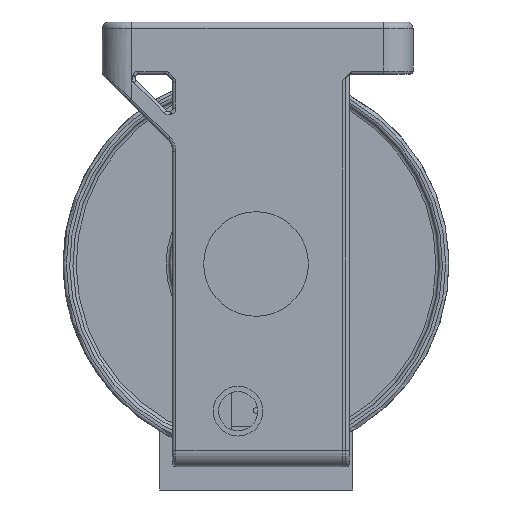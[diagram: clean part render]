
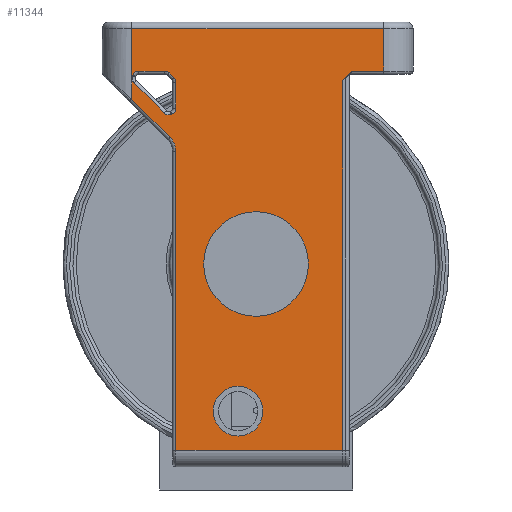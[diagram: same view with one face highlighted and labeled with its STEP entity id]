
A CAD part, front view. The second image highlights one B-rep face of the part: STEP entity #11344.
In plain terms, the highlighted planar face has unit normal (0, -1, 0).
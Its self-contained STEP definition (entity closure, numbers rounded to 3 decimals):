
#393=FACE_BOUND('',#1973,.T.);
#394=FACE_BOUND('',#1974,.T.);
#395=FACE_BOUND('',#1975,.T.);
#586=PLANE('',#12273);
#1247=FACE_OUTER_BOUND('',#1972,.T.);
#1972=EDGE_LOOP('',(#8998,#8999,#9000,#9001,#9002,#9003,#9004,#9005,#9006,
#9007));
#1973=EDGE_LOOP('',(#9008));
#1974=EDGE_LOOP('',(#9009));
#1975=EDGE_LOOP('',(#9010,#9011,#9012,#9013,#9014,#9015,#9016,#9017,#9018,
#9019,#9020,#9021));
#2829=LINE('',#19702,#3801);
#2833=LINE('',#19715,#3805);
#2834=LINE('',#19717,#3806);
#2835=LINE('',#19721,#3807);
#2836=LINE('',#19723,#3808);
#2837=LINE('',#19725,#3809);
#2838=LINE('',#19727,#3810);
#2839=LINE('',#19729,#3811);
#2840=LINE('',#19730,#3812);
#2841=LINE('',#19737,#3813);
#2842=LINE('',#19741,#3814);
#2843=LINE('',#19745,#3815);
#2844=LINE('',#19749,#3816);
#2845=LINE('',#19753,#3817);
#2846=LINE('',#19757,#3818);
#3801=VECTOR('',#14386,10.);
#3805=VECTOR('',#14402,10.);
#3806=VECTOR('',#14403,10.);
#3807=VECTOR('',#14406,10.);
#3808=VECTOR('',#14407,10.);
#3809=VECTOR('',#14408,10.);
#3810=VECTOR('',#14409,10.);
#3811=VECTOR('',#14410,10.);
#3812=VECTOR('',#14411,10.);
#3813=VECTOR('',#14416,10.);
#3814=VECTOR('',#14419,10.);
#3815=VECTOR('',#14422,10.);
#3816=VECTOR('',#14425,10.);
#3817=VECTOR('',#14428,10.);
#3818=VECTOR('',#14431,10.);
#4584=CIRCLE('',#12274,6.);
#4585=CIRCLE('',#12275,7.6);
#4586=CIRCLE('',#12276,15.7);
#4587=CIRCLE('',#12277,2.);
#4588=CIRCLE('',#12278,2.);
#4589=CIRCLE('',#12279,2.);
#4590=CIRCLE('',#12280,2.);
#4591=CIRCLE('',#12281,2.);
#4592=CIRCLE('',#12282,2.);
#5389=VERTEX_POINT('',#19694);
#5391=VERTEX_POINT('',#19700);
#5394=VERTEX_POINT('',#19714);
#5395=VERTEX_POINT('',#19716);
#5396=VERTEX_POINT('',#19718);
#5397=VERTEX_POINT('',#19720);
#5398=VERTEX_POINT('',#19722);
#5399=VERTEX_POINT('',#19724);
#5400=VERTEX_POINT('',#19726);
#5401=VERTEX_POINT('',#19728);
#5402=VERTEX_POINT('',#19731);
#5403=VERTEX_POINT('',#19733);
#5404=VERTEX_POINT('',#19735);
#5405=VERTEX_POINT('',#19736);
#5406=VERTEX_POINT('',#19738);
#5407=VERTEX_POINT('',#19740);
#5408=VERTEX_POINT('',#19742);
#5409=VERTEX_POINT('',#19744);
#5410=VERTEX_POINT('',#19746);
#5411=VERTEX_POINT('',#19748);
#5412=VERTEX_POINT('',#19750);
#5413=VERTEX_POINT('',#19752);
#5414=VERTEX_POINT('',#19754);
#5415=VERTEX_POINT('',#19756);
#6673=EDGE_CURVE('',#5391,#5389,#2829,.T.);
#6680=EDGE_CURVE('',#5394,#5391,#2833,.T.);
#6681=EDGE_CURVE('',#5395,#5394,#2834,.T.);
#6682=EDGE_CURVE('',#5396,#5395,#4584,.T.);
#6683=EDGE_CURVE('',#5397,#5396,#2835,.T.);
#6684=EDGE_CURVE('',#5398,#5397,#2836,.T.);
#6685=EDGE_CURVE('',#5399,#5398,#2837,.T.);
#6686=EDGE_CURVE('',#5400,#5399,#2838,.T.);
#6687=EDGE_CURVE('',#5401,#5400,#2839,.T.);
#6688=EDGE_CURVE('',#5389,#5401,#2840,.T.);
#6689=EDGE_CURVE('',#5402,#5402,#4585,.T.);
#6690=EDGE_CURVE('',#5403,#5403,#4586,.T.);
#6691=EDGE_CURVE('',#5404,#5405,#2841,.T.);
#6692=EDGE_CURVE('',#5406,#5404,#4587,.T.);
#6693=EDGE_CURVE('',#5407,#5406,#2842,.T.);
#6694=EDGE_CURVE('',#5408,#5407,#4588,.T.);
#6695=EDGE_CURVE('',#5409,#5408,#2843,.T.);
#6696=EDGE_CURVE('',#5410,#5409,#4589,.T.);
#6697=EDGE_CURVE('',#5411,#5410,#2844,.T.);
#6698=EDGE_CURVE('',#5412,#5411,#4590,.T.);
#6699=EDGE_CURVE('',#5413,#5412,#2845,.T.);
#6700=EDGE_CURVE('',#5414,#5413,#4591,.T.);
#6701=EDGE_CURVE('',#5415,#5414,#2846,.T.);
#6702=EDGE_CURVE('',#5405,#5415,#4592,.T.);
#8998=ORIENTED_EDGE('',*,*,#6673,.F.);
#8999=ORIENTED_EDGE('',*,*,#6680,.F.);
#9000=ORIENTED_EDGE('',*,*,#6681,.F.);
#9001=ORIENTED_EDGE('',*,*,#6682,.F.);
#9002=ORIENTED_EDGE('',*,*,#6683,.F.);
#9003=ORIENTED_EDGE('',*,*,#6684,.F.);
#9004=ORIENTED_EDGE('',*,*,#6685,.F.);
#9005=ORIENTED_EDGE('',*,*,#6686,.F.);
#9006=ORIENTED_EDGE('',*,*,#6687,.F.);
#9007=ORIENTED_EDGE('',*,*,#6688,.F.);
#9008=ORIENTED_EDGE('',*,*,#6689,.T.);
#9009=ORIENTED_EDGE('',*,*,#6690,.F.);
#9010=ORIENTED_EDGE('',*,*,#6691,.F.);
#9011=ORIENTED_EDGE('',*,*,#6692,.F.);
#9012=ORIENTED_EDGE('',*,*,#6693,.F.);
#9013=ORIENTED_EDGE('',*,*,#6694,.F.);
#9014=ORIENTED_EDGE('',*,*,#6695,.F.);
#9015=ORIENTED_EDGE('',*,*,#6696,.F.);
#9016=ORIENTED_EDGE('',*,*,#6697,.F.);
#9017=ORIENTED_EDGE('',*,*,#6698,.F.);
#9018=ORIENTED_EDGE('',*,*,#6699,.F.);
#9019=ORIENTED_EDGE('',*,*,#6700,.F.);
#9020=ORIENTED_EDGE('',*,*,#6701,.F.);
#9021=ORIENTED_EDGE('',*,*,#6702,.F.);
#11344=ADVANCED_FACE('',(#1247,#393,#394,#395),#586,.T.);
#12273=AXIS2_PLACEMENT_3D('',#19713,#14400,#14401);
#12274=AXIS2_PLACEMENT_3D('',#19719,#14404,#14405);
#12275=AXIS2_PLACEMENT_3D('',#19732,#14412,#14413);
#12276=AXIS2_PLACEMENT_3D('',#19734,#14414,#14415);
#12277=AXIS2_PLACEMENT_3D('',#19739,#14417,#14418);
#12278=AXIS2_PLACEMENT_3D('',#19743,#14420,#14421);
#12279=AXIS2_PLACEMENT_3D('',#19747,#14423,#14424);
#12280=AXIS2_PLACEMENT_3D('',#19751,#14426,#14427);
#12281=AXIS2_PLACEMENT_3D('',#19755,#14429,#14430);
#12282=AXIS2_PLACEMENT_3D('',#19758,#14432,#14433);
#14386=DIRECTION('',(1.,0.,0.));
#14400=DIRECTION('center_axis',(0.,-1.,0.));
#14401=DIRECTION('ref_axis',(0.,0.,-1.));
#14402=DIRECTION('',(0.,0.,1.));
#14403=DIRECTION('',(-0.707,0.,0.707));
#14404=DIRECTION('center_axis',(0.,-1.,0.));
#14405=DIRECTION('ref_axis',(0.924,0.,0.383));
#14406=DIRECTION('',(0.,0.,1.));
#14407=DIRECTION('',(-1.,0.,0.));
#14408=DIRECTION('',(0.,0.,-1.));
#14409=DIRECTION('',(-0.707,0.,-0.707));
#14410=DIRECTION('',(-1.,0.,0.));
#14411=DIRECTION('',(0.,0.,-1.));
#14412=DIRECTION('center_axis',(0.,1.,0.));
#14413=DIRECTION('ref_axis',(1.,0.,0.));
#14414=DIRECTION('center_axis',(0.,-1.,0.));
#14415=DIRECTION('ref_axis',(-1.,0.,0.));
#14416=DIRECTION('',(0.924,0.,0.383));
#14417=DIRECTION('center_axis',(0.,-1.,0.));
#14418=DIRECTION('ref_axis',(-0.195,0.,-0.981));
#14419=DIRECTION('',(0.707,0.,-0.707));
#14420=DIRECTION('center_axis',(0.,-1.,0.));
#14421=DIRECTION('ref_axis',(-0.981,0.,-0.195));
#14422=DIRECTION('',(-0.383,0.,-0.924));
#14423=DIRECTION('center_axis',(0.,-1.,0.));
#14424=DIRECTION('ref_axis',(-0.556,0.,0.831));
#14425=DIRECTION('',(-1.,0.,0.));
#14426=DIRECTION('center_axis',(0.,-1.,0.));
#14427=DIRECTION('ref_axis',(0.383,0.,0.924));
#14428=DIRECTION('',(-0.707,0.,0.707));
#14429=DIRECTION('center_axis',(0.,-1.,0.));
#14430=DIRECTION('ref_axis',(0.924,0.,0.383));
#14431=DIRECTION('',(0.,0.,1.));
#14432=DIRECTION('center_axis',(0.,-1.,0.));
#14433=DIRECTION('ref_axis',(0.831,0.,-0.556));
#19694=CARTESIAN_POINT('',(64.5,-3.,131.));
#19700=CARTESIAN_POINT('',(-12.5,-3.,131.));
#19702=CARTESIAN_POINT('',(14.,-3.,131.));
#19713=CARTESIAN_POINT('Origin',(2.,-3.,123.));
#19714=CARTESIAN_POINT('',(-12.5,-3.,109.414));
#19715=CARTESIAN_POINT('',(-12.5,-3.,128.));
#19716=CARTESIAN_POINT('',(-0.757,-3.,97.672));
#19717=CARTESIAN_POINT('',(-5.668,-3.,102.582));
#19718=CARTESIAN_POINT('',(1.,-3.,93.429));
#19719=CARTESIAN_POINT('Origin',(-5.,-3.,93.429));
#19720=CARTESIAN_POINT('',(1.,-3.,2.));
#19721=CARTESIAN_POINT('',(1.,-3.,91.5));
#19722=CARTESIAN_POINT('',(52.,-3.,2.));
#19723=CARTESIAN_POINT('',(2.,-3.,2.));
#19724=CARTESIAN_POINT('',(52.,-3.,115.));
#19725=CARTESIAN_POINT('',(52.,-3.,123.));
#19726=CARTESIAN_POINT('',(55.,-3.,118.));
#19727=CARTESIAN_POINT('',(42.,-3.,105.));
#19728=CARTESIAN_POINT('',(64.5,-3.,118.));
#19729=CARTESIAN_POINT('',(14.,-3.,118.));
#19730=CARTESIAN_POINT('',(64.5,-3.,128.));
#19731=CARTESIAN_POINT('',(12.4,-3.,14.));
#19732=CARTESIAN_POINT('Origin',(20.,-3.,14.));
#19733=CARTESIAN_POINT('',(41.2,-3.,59.));
#19734=CARTESIAN_POINT('Origin',(25.5,-3.,59.));
#19735=CARTESIAN_POINT('',(-0.414,-3.,104.731));
#19736=CARTESIAN_POINT('',(-0.235,-3.,104.806));
#19737=CARTESIAN_POINT('',(3.89,-3.,106.514));
#19738=CARTESIAN_POINT('',(-2.594,-3.,105.165));
#19739=CARTESIAN_POINT('Origin',(-1.18,-3.,106.579));
#19740=CARTESIAN_POINT('',(-11.835,-3.,114.406));
#19741=CARTESIAN_POINT('',(-11.468,-3.,114.039));
#19742=CARTESIAN_POINT('',(-12.269,-3.,116.586));
#19743=CARTESIAN_POINT('Origin',(-10.421,-3.,115.82));
#19744=CARTESIAN_POINT('',(-12.194,-3.,116.765));
#19745=CARTESIAN_POINT('',(-10.071,-3.,121.89));
#19746=CARTESIAN_POINT('',(-10.347,-3.,118.));
#19747=CARTESIAN_POINT('Origin',(-10.347,-3.,116.));
#19748=CARTESIAN_POINT('',(-2.414,-3.,118.));
#19749=CARTESIAN_POINT('',(14.,-3.,118.));
#19750=CARTESIAN_POINT('',(-1.,-3.,117.414));
#19751=CARTESIAN_POINT('Origin',(-2.414,-3.,116.));
#19752=CARTESIAN_POINT('',(0.414,-3.,116.));
#19753=CARTESIAN_POINT('',(-1.293,-3.,117.707));
#19754=CARTESIAN_POINT('',(1.,-3.,114.586));
#19755=CARTESIAN_POINT('Origin',(-1.,-3.,114.586));
#19756=CARTESIAN_POINT('',(1.,-3.,106.653));
#19757=CARTESIAN_POINT('',(1.,-3.,91.5));
#19758=CARTESIAN_POINT('Origin',(-1.,-3.,106.653));
